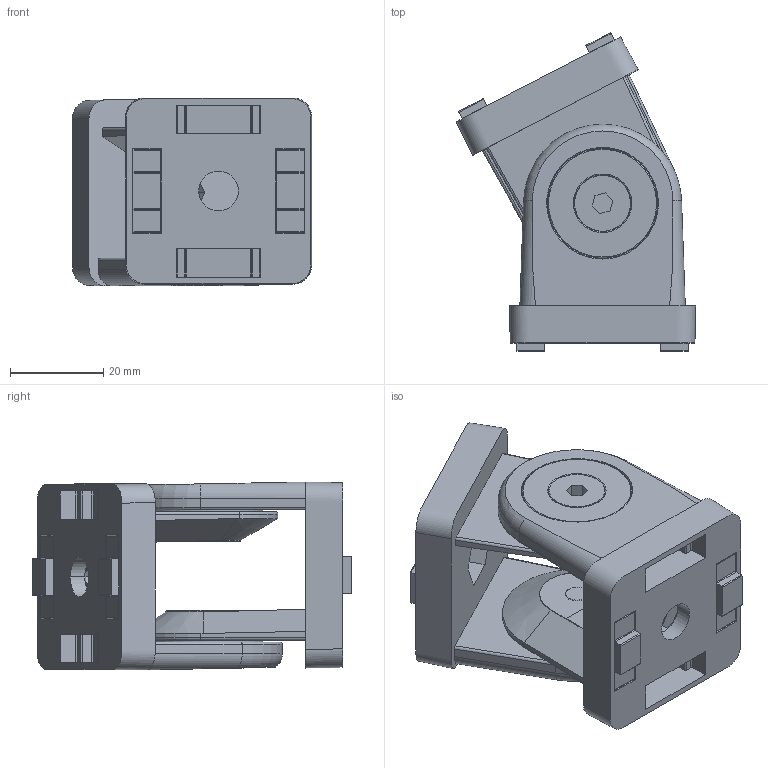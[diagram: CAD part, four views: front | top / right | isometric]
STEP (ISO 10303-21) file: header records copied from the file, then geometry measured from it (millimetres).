
FILE_DESCRIPTION (( 'STEP AP214' ), '1' );
FILE_NAME ('FIXE08E1036-Articulation 8 40x40 type F.step', '2023-03-24T09:27:40', ( 'Altae' ), ( '' ), 'SwSTEP 2.0', 'SolidWorks 2021', '' );
FILE_SCHEMA (( 'AUTOMOTIVE_DESIGN' ));
Length unit declared in the file: millimetre
Products named in the file (6): 05^FIXE08E1036-Articulation 8 40x40 type F; 01^FIXE08E1036-Articulation 8 40x40 type F; 03^FIXE08E1036-Articulation 8 40x40 type F; FIXE08E1036-Articulation 8 40x40 type F; 04^FIXE08E1036-Articulation 8 40x40 type F; 02^FIXE08E1036-Articulation 8 40x40 type F
Assembly tree (12 placements, depth 2):
  FIXE08E1036-Articulation 8 40x40 type F
    01^FIXE08E1036-Articulation 8 40x40 type F  x2
    02^FIXE08E1036-Articulation 8 40x40 type F  x4
    03^FIXE08E1036-Articulation 8 40x40 type F  x2
    04^FIXE08E1036-Articulation 8 40x40 type F  x2
    05^FIXE08E1036-Articulation 8 40x40 type F  x2
Bounding box: 51.42 x 68.5 x 40.4 mm (x, y, z)
Volume: 44389.8 mm3; surface area: 28450 mm2
Topology: 12 solids, 12 shells, 646 faces, 1690 edges, 1096 vertices
Faces by surface type: plane 270, cylinder 224, torus 86, cone 62, bspline 4
Entity records: 9757 total; most frequent: CARTESIAN_POINT 2204, DIRECTION 1549, ORIENTED_EDGE 1534, EDGE_CURVE 767, AXIS2_PLACEMENT_3D 587, VERTEX_POINT 496, LINE 375, VECTOR 375
